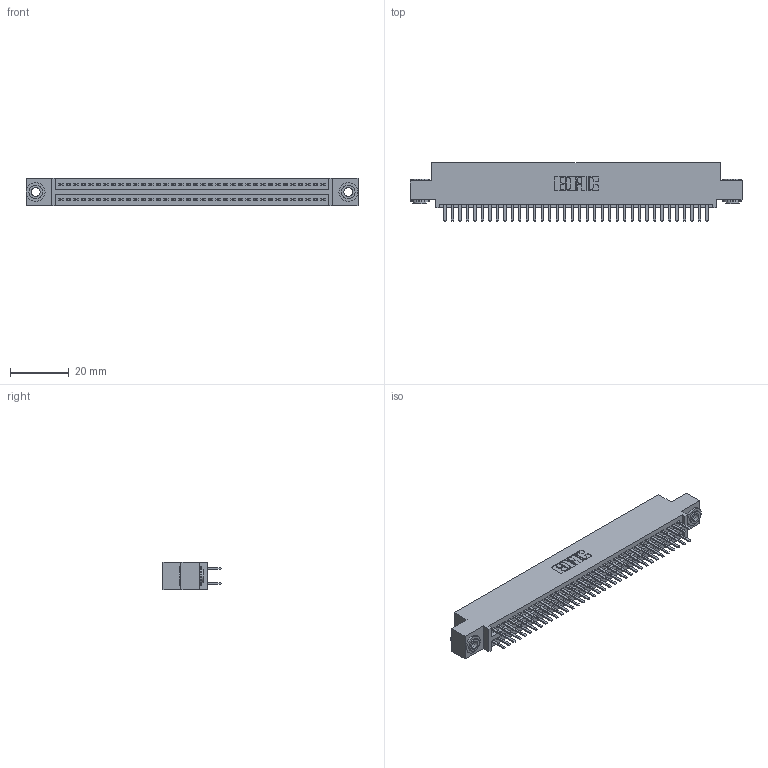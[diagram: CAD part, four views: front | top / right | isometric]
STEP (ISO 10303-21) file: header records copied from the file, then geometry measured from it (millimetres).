
FILE_DESCRIPTION (( 'STEP AP203' ), '1' );
FILE_NAME ('395-072-520-503.STEP', '2019-10-24T11:34:04', ( '' ), ( '' ), 'SwSTEP 2.0', 'SolidWorks 2016', '' );
FILE_SCHEMA (( 'CONFIG_CONTROL_DESIGN' ));
Length unit declared in the file: inch
Products named in the file (4): 345 Part_0.110 Offset - 0.156 Dia-TH; 345-292-001_345-293-120; 345-250-002_345-250-002-102; 395-072-520-503
Assembly tree (75 placements, depth 2):
  395-072-520-503
    345 Part_0.110 Offset - 0.156 Dia-TH
    345-292-001_345-293-120  x72
    345-250-002_345-250-002-102  x2
Bounding box: 112.65 x 19.68 x 9.4 mm (x, y, z)
Volume: 10801.5 mm3; surface area: 16080.7 mm2
Topology: 75 solids, 75 shells, 4056 faces, 11733 edges, 7626 vertices
Faces by surface type: plane 2614, cylinder 1434, cone 8
Entity records: 29950 total; most frequent: CARTESIAN_POINT 5015, ORIENTED_EDGE 4930, DIRECTION 4447, EDGE_CURVE 2465, VECTOR 2161, LINE 2161, VERTEX_POINT 1638, AXIS2_PLACEMENT_3D 1143
